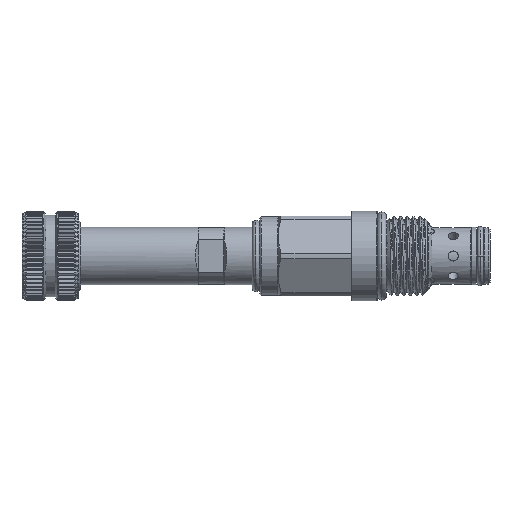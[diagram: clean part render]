
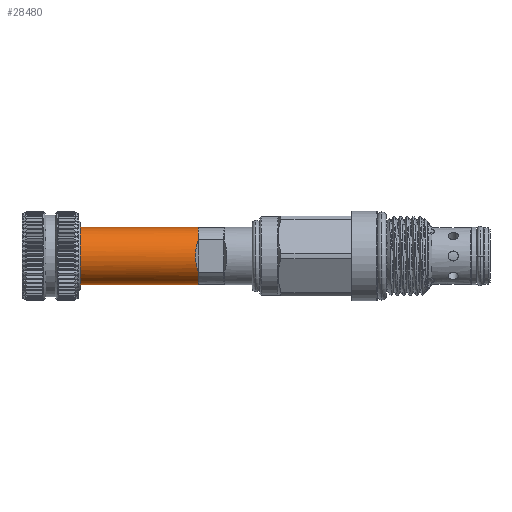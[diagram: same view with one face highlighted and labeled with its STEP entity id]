
A CAD part, front view. The second image highlights one B-rep face of the part: STEP entity #28480.
In plain terms, the highlighted cylindrical face has radius 8 mm (diameter 16 mm), a partial arc.
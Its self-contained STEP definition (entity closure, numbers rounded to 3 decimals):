
#1475 = DIRECTION ( 'NONE',  ( 0., 0., 1. ) ) ;
#1915 = VERTEX_POINT ( 'NONE', #5820 ) ;
#2457 = AXIS2_PLACEMENT_3D ( 'NONE', #38582, #26800, #23767 ) ;
#2737 = CARTESIAN_POINT ( 'NONE',  ( -92.182, 0., -8. ) ) ;
#2993 = AXIS2_PLACEMENT_3D ( 'NONE', #16652, #22584, #1475 ) ;
#3156 = CARTESIAN_POINT ( 'NONE',  ( -92.182, 0., 0. ) ) ;
#3332 = ORIENTED_EDGE ( 'NONE', *, *, #25580, .T. ) ;
#4199 = AXIS2_PLACEMENT_3D ( 'NONE', #3156, #30592, #21227 ) ;
#5448 = EDGE_CURVE ( 'NONE', #29200, #10984, #24582, .T. ) ;
#5717 = VECTOR ( 'NONE', #28137, 1000. ) ;
#5746 = EDGE_CURVE ( 'NONE', #30649, #1915, #6175, .T. ) ;
#5820 = CARTESIAN_POINT ( 'NONE',  ( -92.182, -6.623, -4.487 ) ) ;
#6175 = CIRCLE ( 'NONE', #2993, 8. ) ;
#6464 = EDGE_CURVE ( 'NONE', #9859, #29200, #25021, .T. ) ;
#7738 = CARTESIAN_POINT ( 'NONE',  ( -92.182, -6.623, 4.487 ) ) ;
#8007 = EDGE_LOOP ( 'NONE', ( #34231, #19445, #21252, #3332, #29068, #26171 ) ) ;
#8015 = LINE ( 'NONE', #11477, #38248 ) ;
#9560 = CIRCLE ( 'NONE', #4199, 8. ) ;
#9859 = VERTEX_POINT ( 'NONE', #16020 ) ;
#10984 = VERTEX_POINT ( 'NONE', #22143 ) ;
#11477 = CARTESIAN_POINT ( 'NONE',  ( -75.082, 0., -8. ) ) ;
#13111 = CARTESIAN_POINT ( 'NONE',  ( -75.082, 0., 8. ) ) ;
#13743 = AXIS2_PLACEMENT_3D ( 'NONE', #28553, #19192, #22481 ) ;
#15097 = FACE_OUTER_BOUND ( 'NONE', #8007, .T. ) ;
#16020 = CARTESIAN_POINT ( 'NONE',  ( -92.182, 0., 8. ) ) ;
#16652 = CARTESIAN_POINT ( 'NONE',  ( -92.182, 0., 0. ) ) ;
#19192 = DIRECTION ( 'NONE',  ( -1., 0., 0. ) ) ;
#19445 = ORIENTED_EDGE ( 'NONE', *, *, #5746, .T. ) ;
#20017 = CARTESIAN_POINT ( 'NONE',  ( -93.276, -8.518, -1.69 ) ) ;
#21176 = CYLINDRICAL_SURFACE ( 'NONE', #13743, 8. ) ;
#21227 = DIRECTION ( 'NONE',  ( 0., 0., 1. ) ) ;
#21252 = ORIENTED_EDGE ( 'NONE', *, *, #28059, .T. ) ;
#22143 = CARTESIAN_POINT ( 'NONE',  ( -125.582, 0., -8. ) ) ;
#22481 = DIRECTION ( 'NONE',  ( 0., 0., 1. ) ) ;
#22584 = DIRECTION ( 'NONE',  ( -1., 0., 0. ) ) ;
#23590 = DIRECTION ( 'NONE',  ( -1., 0., 0. ) ) ;
#23767 = DIRECTION ( 'NONE',  ( 0., 0., 1. ) ) ;
#24582 = CIRCLE ( 'NONE', #2457, 8. ) ;
#25021 = LINE ( 'NONE', #13111, #5717 ) ;
#25580 = EDGE_CURVE ( 'NONE', #33749, #9859, #9560, .T. ) ;
#26171 = ORIENTED_EDGE ( 'NONE', *, *, #5448, .T. ) ;
#26800 = DIRECTION ( 'NONE',  ( 1., 0., 0. ) ) ;
#26994 = EDGE_CURVE ( 'NONE', #30649, #10984, #8015, .T. ) ;
#28059 = EDGE_CURVE ( 'NONE', #1915, #33749, #34491, .T. ) ;
#28137 = DIRECTION ( 'NONE',  ( -1., 0., 0. ) ) ;
#28480 = ADVANCED_FACE ( 'NONE', ( #15097 ), #21176, .T. ) ;
#28553 = CARTESIAN_POINT ( 'NONE',  ( -75.082, 0., 0. ) ) ;
#29068 = ORIENTED_EDGE ( 'NONE', *, *, #6464, .T. ) ;
#29155 = CARTESIAN_POINT ( 'NONE',  ( -125.582, 0., 8. ) ) ;
#29200 = VERTEX_POINT ( 'NONE', #29155 ) ;
#30592 = DIRECTION ( 'NONE',  ( -1., 0., 0. ) ) ;
#30649 = VERTEX_POINT ( 'NONE', #2737 ) ;
#31974 = CARTESIAN_POINT ( 'NONE',  ( -92.182, -6.623, 4.487 ) ) ;
#32165 = CARTESIAN_POINT ( 'NONE',  ( -92.182, -6.623, -4.487 ) ) ;
#33749 = VERTEX_POINT ( 'NONE', #31974 ) ;
#34231 = ORIENTED_EDGE ( 'NONE', *, *, #26994, .F. ) ;
#34491 =( BOUNDED_CURVE ( )  B_SPLINE_CURVE ( 3, ( #32165, #20017, #35195, #7738 ),
 .UNSPECIFIED., .F., .F. ) 
 B_SPLINE_CURVE_WITH_KNOTS ( ( 4, 4 ),
 ( 5.688, 6.879 ),
 .UNSPECIFIED. ) 
 CURVE ( )  GEOMETRIC_REPRESENTATION_ITEM ( )  RATIONAL_B_SPLINE_CURVE ( ( 1., 0.885, 0.885, 1. ) ) 
 REPRESENTATION_ITEM ( '' )  );
#35195 = CARTESIAN_POINT ( 'NONE',  ( -93.276, -8.518, 1.69 ) ) ;
#38248 = VECTOR ( 'NONE', #23590, 1000. ) ;
#38582 = CARTESIAN_POINT ( 'NONE',  ( -125.582, 0., 0. ) ) ;
